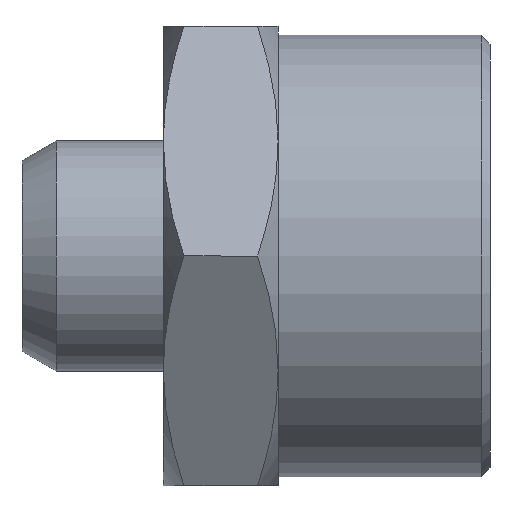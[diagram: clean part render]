
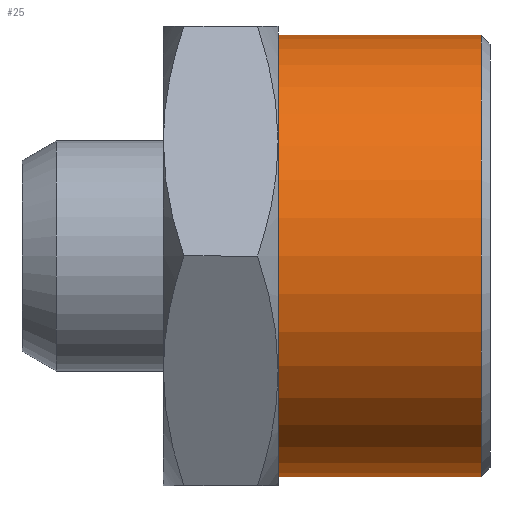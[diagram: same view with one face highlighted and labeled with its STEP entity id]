
A CAD part, left-side view. The second image highlights one B-rep face of the part: STEP entity #25.
In plain terms, the highlighted cylindrical face has radius 12.5 mm (diameter 25 mm), a full revolution.
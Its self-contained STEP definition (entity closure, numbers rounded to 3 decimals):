
#2 = EDGE_CURVE ( 'NONE', #661, #661, #710, .T. ) ;
#22 = EDGE_CURVE ( 'NONE', #592, #592, #694, .T. ) ;
#25 = ADVANCED_FACE ( 'NONE', ( #688, #689 ), #684, .T. ) ;
#106 = CARTESIAN_POINT ( 'NONE',  ( 0., 12., -12.5 ) ) ;
#168 = CARTESIAN_POINT ( 'NONE',  ( 0., 0.5, 12.5 ) ) ;
#326 = DIRECTION ( 'NONE',  ( 0., 0., 1. ) ) ;
#330 = DIRECTION ( 'NONE',  ( 0., 1., 0. ) ) ;
#332 = CARTESIAN_POINT ( 'NONE',  ( 0., 0.5, 0. ) ) ;
#472 = DIRECTION ( 'NONE',  ( 0., -1., 0. ) ) ;
#473 = CARTESIAN_POINT ( 'NONE',  ( 0., 12., 0. ) ) ;
#474 = DIRECTION ( 'NONE',  ( 0., 0., -1. ) ) ;
#478 = DIRECTION ( 'NONE',  ( 0., 0., -1. ) ) ;
#479 = DIRECTION ( 'NONE',  ( 0., 1., 0. ) ) ;
#481 = CARTESIAN_POINT ( 'NONE',  ( 0., 12., 0. ) ) ;
#494 = AXIS2_PLACEMENT_3D ( 'NONE', #473, #472, #474 ) ;
#530 = AXIS2_PLACEMENT_3D ( 'NONE', #332, #330, #326 ) ;
#548 = AXIS2_PLACEMENT_3D ( 'NONE', #481, #479, #478 ) ;
#592 = VERTEX_POINT ( 'NONE', #106 ) ;
#661 = VERTEX_POINT ( 'NONE', #168 ) ;
#684 = CYLINDRICAL_SURFACE ( 'NONE', #494, 12.5 ) ;
#688 = FACE_OUTER_BOUND ( 'NONE', #720, .T. ) ;
#689 = FACE_OUTER_BOUND ( 'NONE', #734, .T. ) ;
#694 = CIRCLE ( 'NONE', #548, 12.5 ) ;
#710 = CIRCLE ( 'NONE', #530, 12.5 ) ;
#720 = EDGE_LOOP ( 'NONE', ( #794 ) ) ;
#734 = EDGE_LOOP ( 'NONE', ( #793 ) ) ;
#793 = ORIENTED_EDGE ( 'NONE', *, *, #22, .F. ) ;
#794 = ORIENTED_EDGE ( 'NONE', *, *, #2, .T. ) ;
